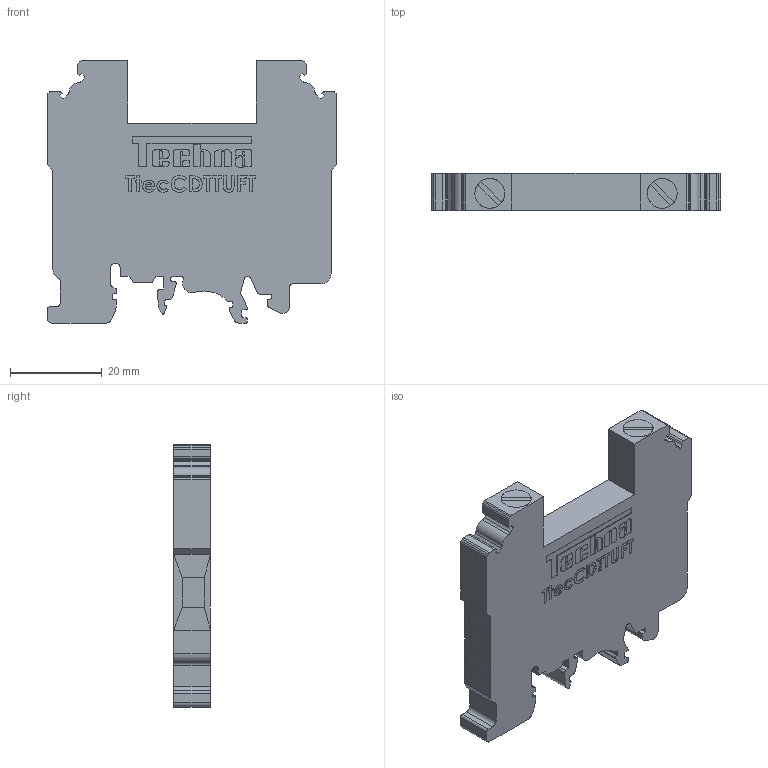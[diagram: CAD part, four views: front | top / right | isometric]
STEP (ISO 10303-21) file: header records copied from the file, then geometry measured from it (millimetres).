
FILE_DESCRIPTION (( 'STEP AP214' ), '1' );
FILE_NAME ('TtecCDTTUFT.STEP', '2020-10-19T10:50:07', ( '' ), ( '' ), 'SwSTEP 2.0', 'SolidWorks 2020', '' );
FILE_SCHEMA (( 'AUTOMOTIVE_DESIGN' ));
Length unit declared in the file: millimetre
Products named in the file (1): TtecCDTTUFT
Bounding box: 63 x 8 x 57 mm (x, y, z)
Volume: 21528.9 mm3; surface area: 8144.9 mm2
Topology: 1 solids, 1 shells, 716 faces, 1986 edges, 1316 vertices
Faces by surface type: plane 442, cylinder 206, bspline 68
Entity records: 32601 total; most frequent: CARTESIAN_POINT 8663, ORIENTED_EDGE 3972, DIRECTION 3568, EDGE_CURVE 1986, VECTOR 1430, LINE 1430, VERTEX_POINT 1316, AXIS2_PLACEMENT_3D 1069
